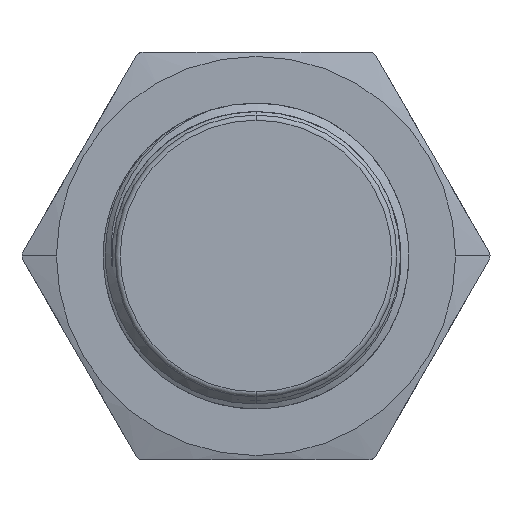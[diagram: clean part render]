
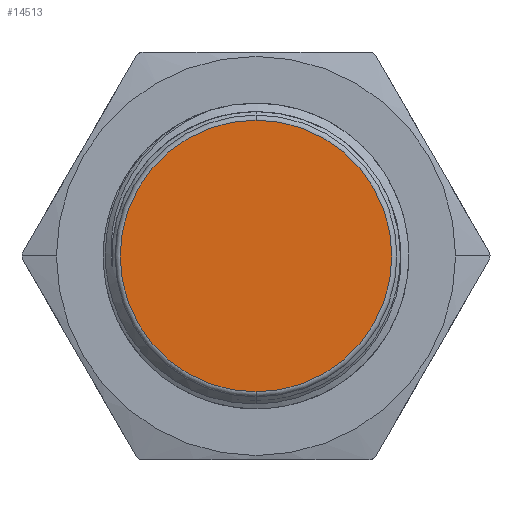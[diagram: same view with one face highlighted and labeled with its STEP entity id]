
A CAD part, front view. The second image highlights one B-rep face of the part: STEP entity #14513.
In plain terms, the highlighted planar face has unit normal (0, -1, 0).
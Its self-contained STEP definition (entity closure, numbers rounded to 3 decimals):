
#396 = CIRCLE ( 'NONE', #1162, 8. ) ;
#1162 = AXIS2_PLACEMENT_3D ( 'NONE', #21446, #10333, #15823 ) ;
#1392 = AXIS2_PLACEMENT_3D ( 'NONE', #21123, #8188, #2216 ) ;
#1732 = DIRECTION ( 'NONE',  ( 1., 0., 0. ) ) ;
#2216 = DIRECTION ( 'NONE',  ( 0., 0., 1. ) ) ;
#3487 = EDGE_CURVE ( 'NONE', #17633, #7667, #16933, .T. ) ;
#3504 = CARTESIAN_POINT ( 'NONE',  ( 0., 8., 8. ) ) ;
#5493 = ORIENTED_EDGE ( 'NONE', *, *, #3487, .F. ) ;
#5518 = DIRECTION ( 'NONE',  ( 0., 1., 0. ) ) ;
#7667 = VERTEX_POINT ( 'NONE', #21887 ) ;
#8188 = DIRECTION ( 'NONE',  ( 0., 1., 0. ) ) ;
#10333 = DIRECTION ( 'NONE',  ( 0., -1., 0. ) ) ;
#11127 = FACE_OUTER_BOUND ( 'NONE', #20235, .T. ) ;
#13457 = ORIENTED_EDGE ( 'NONE', *, *, #21164, .T. ) ;
#14513 = ADVANCED_FACE ( 'NONE', ( #11127 ), #18450, .F. ) ;
#15823 = DIRECTION ( 'NONE',  ( 0., 0., 1. ) ) ;
#16860 = CARTESIAN_POINT ( 'NONE',  ( 0., 8., 0. ) ) ;
#16933 = CIRCLE ( 'NONE', #1392, 8. ) ;
#17633 = VERTEX_POINT ( 'NONE', #3504 ) ;
#17663 = AXIS2_PLACEMENT_3D ( 'NONE', #16860, #5518, #1732 ) ;
#18450 = PLANE ( 'NONE',  #17663 ) ;
#20235 = EDGE_LOOP ( 'NONE', ( #5493, #13457 ) ) ;
#21123 = CARTESIAN_POINT ( 'NONE',  ( 0., 8., 0. ) ) ;
#21164 = EDGE_CURVE ( 'NONE', #17633, #7667, #396, .T. ) ;
#21446 = CARTESIAN_POINT ( 'NONE',  ( 0., 8., 0. ) ) ;
#21887 = CARTESIAN_POINT ( 'NONE',  ( 0., 8., -8. ) ) ;
